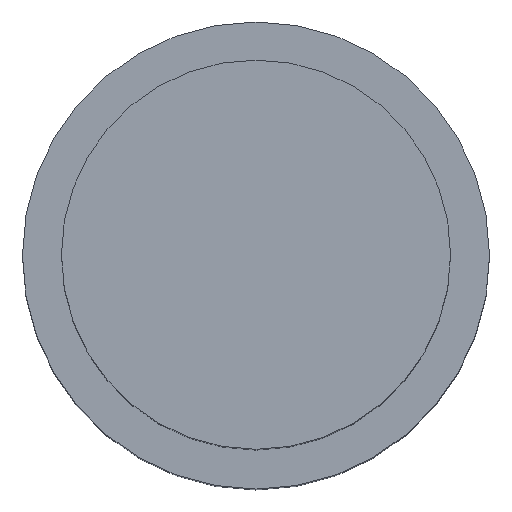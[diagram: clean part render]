
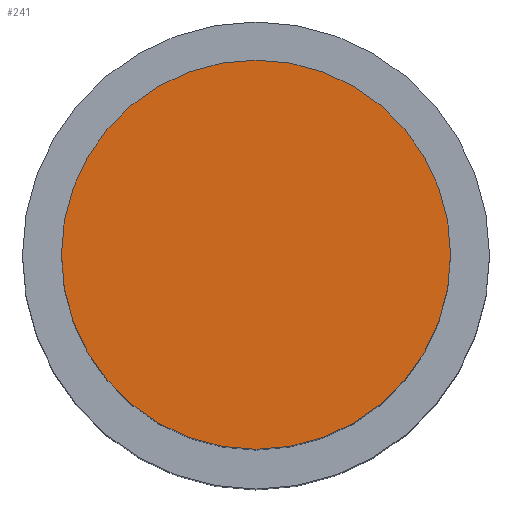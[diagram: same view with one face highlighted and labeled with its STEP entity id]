
A CAD part, top view. The second image highlights one B-rep face of the part: STEP entity #241.
In plain terms, the highlighted planar face has unit normal (0, 0, 1).
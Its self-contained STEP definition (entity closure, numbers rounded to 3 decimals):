
#2 = CIRCLE ( 'NONE', #19, 0.75 ) ;
#19 = AXIS2_PLACEMENT_3D ( 'NONE', #417, #419, #388 ) ;
#36 = ORIENTED_EDGE ( 'NONE', *, *, #211, .T. ) ;
#48 = DIRECTION ( 'NONE',  ( 0., 0., -1. ) ) ;
#80 = DIRECTION ( 'NONE',  ( 0., 0., 1. ) ) ;
#109 = DIRECTION ( 'NONE',  ( -1., 0., 0. ) ) ;
#121 = VERTEX_POINT ( 'NONE', #416 ) ;
#141 = VERTEX_POINT ( 'NONE', #155 ) ;
#155 = CARTESIAN_POINT ( 'NONE',  ( -0.75, 0., 6.8 ) ) ;
#168 = CIRCLE ( 'NONE', #427, 0.75 ) ;
#179 = CARTESIAN_POINT ( 'NONE',  ( 0., 0., 6.8 ) ) ;
#181 = PLANE ( 'NONE',  #380 ) ;
#196 = EDGE_LOOP ( 'NONE', ( #36, #303 ) ) ;
#211 = EDGE_CURVE ( 'NONE', #121, #141, #168, .T. ) ;
#241 = ADVANCED_FACE ( 'NONE', ( #408 ), #181, .F. ) ;
#303 = ORIENTED_EDGE ( 'NONE', *, *, #323, .T. ) ;
#323 = EDGE_CURVE ( 'NONE', #141, #121, #2, .T. ) ;
#380 = AXIS2_PLACEMENT_3D ( 'NONE', #414, #48, #109 ) ;
#388 = DIRECTION ( 'NONE',  ( 1., 0., 0. ) ) ;
#408 = FACE_OUTER_BOUND ( 'NONE', #196, .T. ) ;
#411 = DIRECTION ( 'NONE',  ( 1., 0., 0. ) ) ;
#414 = CARTESIAN_POINT ( 'NONE',  ( -0.75, 0., 6.8 ) ) ;
#416 = CARTESIAN_POINT ( 'NONE',  ( 0.75, 0., 6.8 ) ) ;
#417 = CARTESIAN_POINT ( 'NONE',  ( 0., 0., 6.8 ) ) ;
#419 = DIRECTION ( 'NONE',  ( 0., 0., 1. ) ) ;
#427 = AXIS2_PLACEMENT_3D ( 'NONE', #179, #80, #411 ) ;
